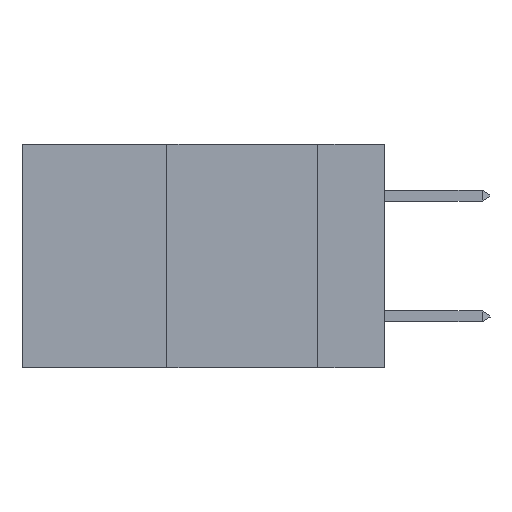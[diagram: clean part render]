
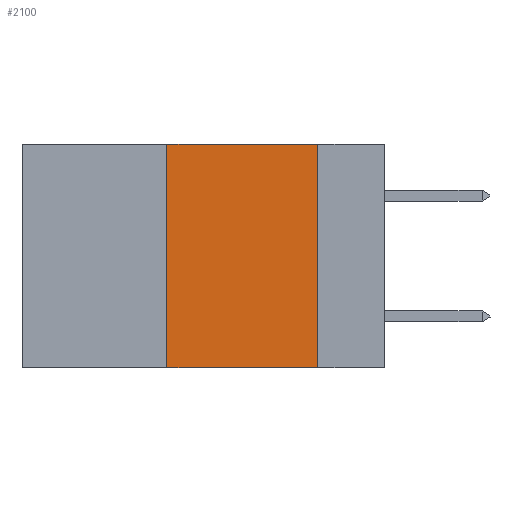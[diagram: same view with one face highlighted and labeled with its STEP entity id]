
A CAD part, left-side view. The second image highlights one B-rep face of the part: STEP entity #2100.
In plain terms, the highlighted planar face has unit normal (-1, 0, 0).
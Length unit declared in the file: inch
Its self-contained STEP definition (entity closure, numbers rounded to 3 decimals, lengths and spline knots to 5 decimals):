
#236 = VERTEX_POINT ( 'NONE', #7689 ) ;
#409 = CARTESIAN_POINT ( 'NONE',  ( 0., 0.36, 0. ) ) ;
#615 = VERTEX_POINT ( 'NONE', #4048 ) ;
#730 = CARTESIAN_POINT ( 'NONE',  ( 0., 0.6, 0. ) ) ;
#1136 = EDGE_CURVE ( 'NONE', #8408, #615, #2415, .T. ) ;
#1722 = EDGE_CURVE ( 'NONE', #615, #5121, #5257, .T. ) ;
#2100 = ADVANCED_FACE ( 'NONE', ( #5244 ), #7308, .F. ) ;
#2415 = LINE ( 'NONE', #10613, #7685 ) ;
#3462 = EDGE_CURVE ( 'NONE', #236, #5121, #6397, .T. ) ;
#4048 = CARTESIAN_POINT ( 'NONE',  ( 0., 0.11, 0. ) ) ;
#5095 = DIRECTION ( 'NONE',  ( 0., -1., 0. ) ) ;
#5120 = ORIENTED_EDGE ( 'NONE', *, *, #11609, .F. ) ;
#5121 = VERTEX_POINT ( 'NONE', #7444 ) ;
#5244 = FACE_OUTER_BOUND ( 'NONE', #6111, .T. ) ;
#5257 = LINE ( 'NONE', #8993, #10170 ) ;
#6111 = EDGE_LOOP ( 'NONE', ( #9685, #6502, #5120, #8386 ) ) ;
#6397 = LINE ( 'NONE', #9159, #7164 ) ;
#6502 = ORIENTED_EDGE ( 'NONE', *, *, #1136, .F. ) ;
#6799 = DIRECTION ( 'NONE',  ( 0., 0., 1. ) ) ;
#7164 = VECTOR ( 'NONE', #11082, 39.37008 ) ;
#7308 = PLANE ( 'NONE',  #8986 ) ;
#7444 = CARTESIAN_POINT ( 'NONE',  ( 0., 0.11, -0.37 ) ) ;
#7604 = LINE ( 'NONE', #10489, #8116 ) ;
#7685 = VECTOR ( 'NONE', #5095, 39.37008 ) ;
#7689 = CARTESIAN_POINT ( 'NONE',  ( 0., 0.36, -0.37 ) ) ;
#8116 = VECTOR ( 'NONE', #6799, 39.37008 ) ;
#8386 = ORIENTED_EDGE ( 'NONE', *, *, #3462, .T. ) ;
#8408 = VERTEX_POINT ( 'NONE', #409 ) ;
#8986 = AXIS2_PLACEMENT_3D ( 'NONE', #730, #9913, #9034 ) ;
#8993 = CARTESIAN_POINT ( 'NONE',  ( 0., 0.11, 0. ) ) ;
#9034 = DIRECTION ( 'NONE',  ( 0., 0., -1. ) ) ;
#9159 = CARTESIAN_POINT ( 'NONE',  ( 0., 0.6, -0.37 ) ) ;
#9685 = ORIENTED_EDGE ( 'NONE', *, *, #1722, .F. ) ;
#9913 = DIRECTION ( 'NONE',  ( 1., 0., 0. ) ) ;
#10170 = VECTOR ( 'NONE', #11849, 39.37008 ) ;
#10489 = CARTESIAN_POINT ( 'NONE',  ( 0., 0.36, 0. ) ) ;
#10613 = CARTESIAN_POINT ( 'NONE',  ( 0., 0.6, 0. ) ) ;
#11082 = DIRECTION ( 'NONE',  ( 0., -1., 0. ) ) ;
#11609 = EDGE_CURVE ( 'NONE', #236, #8408, #7604, .T. ) ;
#11849 = DIRECTION ( 'NONE',  ( 0., 0., -1. ) ) ;
